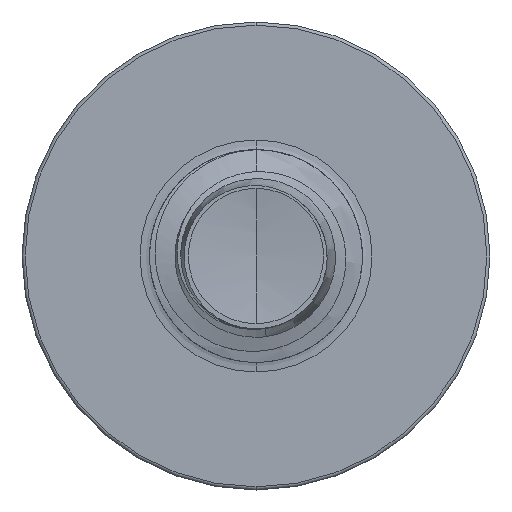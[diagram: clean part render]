
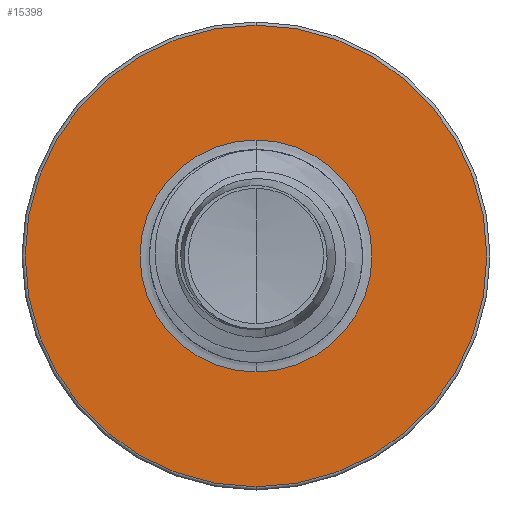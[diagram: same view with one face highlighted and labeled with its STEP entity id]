
A CAD part, front view. The second image highlights one B-rep face of the part: STEP entity #15398.
In plain terms, the highlighted planar face has unit normal (0, -1, 0).
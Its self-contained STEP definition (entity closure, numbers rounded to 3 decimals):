
#431 = DIRECTION ( 'NONE',  ( 0., 0., 1. ) ) ;
#439 = DIRECTION ( 'NONE',  ( 0., 1., 0. ) ) ;
#770 = CARTESIAN_POINT ( 'NONE',  ( 0., 9., 0. ) ) ;
#1242 = DIRECTION ( 'NONE',  ( 0., 1., 0. ) ) ;
#1390 = CARTESIAN_POINT ( 'NONE',  ( 0., 9., 2.713 ) ) ;
#1779 = DIRECTION ( 'NONE',  ( 0., 0., 1. ) ) ;
#1817 = DIRECTION ( 'NONE',  ( 0., 1., 0. ) ) ;
#1877 = CARTESIAN_POINT ( 'NONE',  ( 0., 9., 0. ) ) ;
#2140 = EDGE_CURVE ( 'NONE', #20543, #3818, #20650, .T. ) ;
#2791 = EDGE_CURVE ( 'NONE', #3818, #20543, #19631, .T. ) ;
#3818 = VERTEX_POINT ( 'NONE', #20265 ) ;
#3980 = CIRCLE ( 'NONE', #19151, 1.363 ) ;
#4225 = EDGE_CURVE ( 'NONE', #18985, #19282, #14074, .T. ) ;
#6850 = AXIS2_PLACEMENT_3D ( 'NONE', #1877, #1817, #1779 ) ;
#7013 = CARTESIAN_POINT ( 'NONE',  ( 0., 9., -1.363 ) ) ;
#7372 = CARTESIAN_POINT ( 'NONE',  ( 0., 9., -1.363 ) ) ;
#8315 = DIRECTION ( 'NONE',  ( 0., 0., 1. ) ) ;
#8344 = DIRECTION ( 'NONE',  ( 0., 1., 0. ) ) ;
#8385 = CARTESIAN_POINT ( 'NONE',  ( 0., 9., 0. ) ) ;
#8622 = EDGE_CURVE ( 'NONE', #19282, #18985, #3980, .T. ) ;
#8864 = EDGE_LOOP ( 'NONE', ( #17625, #17865 ) ) ;
#11135 = CARTESIAN_POINT ( 'NONE',  ( 0., 9., 0. ) ) ;
#13160 = DIRECTION ( 'NONE',  ( 0., 0., 1. ) ) ;
#13589 = PLANE ( 'NONE',  #19889 ) ;
#14074 = CIRCLE ( 'NONE', #6850, 1.363 ) ;
#15398 = ADVANCED_FACE ( 'NONE', ( #16525, #21076 ), #13589, .F. ) ;
#15656 = DIRECTION ( 'NONE',  ( 0., 0., 1. ) ) ;
#16168 = CARTESIAN_POINT ( 'NONE',  ( 0., 9., 1.363 ) ) ;
#16525 = FACE_OUTER_BOUND ( 'NONE', #21804, .T. ) ;
#17531 = ORIENTED_EDGE ( 'NONE', *, *, #2791, .F. ) ;
#17625 = ORIENTED_EDGE ( 'NONE', *, *, #4225, .T. ) ;
#17865 = ORIENTED_EDGE ( 'NONE', *, *, #8622, .T. ) ;
#18501 = ORIENTED_EDGE ( 'NONE', *, *, #2140, .F. ) ;
#18985 = VERTEX_POINT ( 'NONE', #16168 ) ;
#19151 = AXIS2_PLACEMENT_3D ( 'NONE', #11135, #23465, #13160 ) ;
#19282 = VERTEX_POINT ( 'NONE', #7013 ) ;
#19631 = CIRCLE ( 'NONE', #19834, 2.713 ) ;
#19834 = AXIS2_PLACEMENT_3D ( 'NONE', #770, #439, #431 ) ;
#19889 = AXIS2_PLACEMENT_3D ( 'NONE', #7372, #1242, #15656 ) ;
#20265 = CARTESIAN_POINT ( 'NONE',  ( 0., 9., -2.712 ) ) ;
#20543 = VERTEX_POINT ( 'NONE', #1390 ) ;
#20650 = CIRCLE ( 'NONE', #23494, 2.713 ) ;
#21076 = FACE_BOUND ( 'NONE', #8864, .T. ) ;
#21804 = EDGE_LOOP ( 'NONE', ( #18501, #17531 ) ) ;
#23465 = DIRECTION ( 'NONE',  ( 0., 1., 0. ) ) ;
#23494 = AXIS2_PLACEMENT_3D ( 'NONE', #8385, #8344, #8315 ) ;
